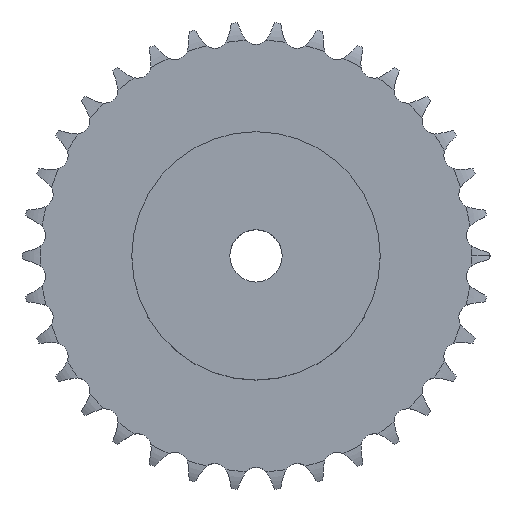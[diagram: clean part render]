
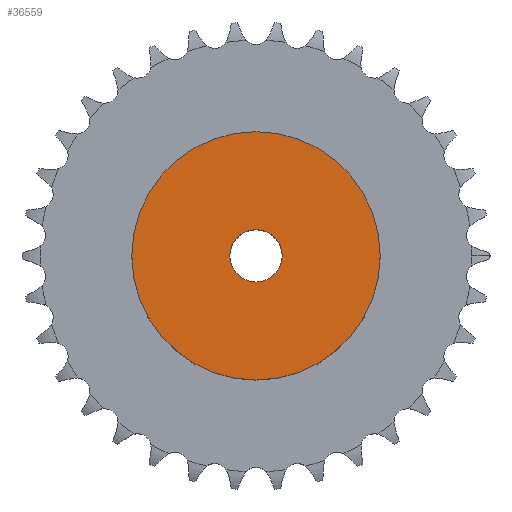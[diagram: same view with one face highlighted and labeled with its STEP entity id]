
A CAD part, top view. The second image highlights one B-rep face of the part: STEP entity #36559.
In plain terms, the highlighted planar face has unit normal (0, 0, 1).
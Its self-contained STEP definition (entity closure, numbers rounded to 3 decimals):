
#4296 = CYLINDRICAL_SURFACE('',#4297,47.5);
#4297 = AXIS2_PLACEMENT_3D('',#4298,#4299,#4300);
#4298 = CARTESIAN_POINT('',(0.,0.,0.));
#4299 = DIRECTION('',(-0.,-0.,-1.));
#4300 = DIRECTION('',(1.,0.,0.));
#22870 = VERTEX_POINT('',#22871);
#22871 = CARTESIAN_POINT('',(47.5,0.,35.));
#22892 = EDGE_CURVE('',#22870,#22870,#22893,.T.);
#22893 = SURFACE_CURVE('',#22894,(#22899,#22906),.PCURVE_S1.);
#22894 = CIRCLE('',#22895,47.5);
#22895 = AXIS2_PLACEMENT_3D('',#22896,#22897,#22898);
#22896 = CARTESIAN_POINT('',(0.,0.,35.));
#22897 = DIRECTION('',(0.,0.,1.));
#22898 = DIRECTION('',(1.,0.,0.));
#22899 = PCURVE('',#4296,#22900);
#22900 = DEFINITIONAL_REPRESENTATION('',(#22901),#22905);
#22901 = LINE('',#22902,#22903);
#22902 = CARTESIAN_POINT('',(-0.,-35.));
#22903 = VECTOR('',#22904,1.);
#22904 = DIRECTION('',(-1.,0.));
#22905 = ( GEOMETRIC_REPRESENTATION_CONTEXT(2) 
PARAMETRIC_REPRESENTATION_CONTEXT() REPRESENTATION_CONTEXT('2D SPACE',''
  ) );
#22906 = PCURVE('',#22907,#22912);
#22907 = PLANE('',#22908);
#22908 = AXIS2_PLACEMENT_3D('',#22909,#22910,#22911);
#22909 = CARTESIAN_POINT('',(0.,0.,35.)
  );
#22910 = DIRECTION('',(0.,0.,1.));
#22911 = DIRECTION('',(1.,0.,0.));
#22912 = DEFINITIONAL_REPRESENTATION('',(#22913),#22917);
#22913 = CIRCLE('',#22914,47.5);
#22914 = AXIS2_PLACEMENT_2D('',#22915,#22916);
#22915 = CARTESIAN_POINT('',(0.,0.));
#22916 = DIRECTION('',(1.,0.));
#22917 = ( GEOMETRIC_REPRESENTATION_CONTEXT(2) 
PARAMETRIC_REPRESENTATION_CONTEXT() REPRESENTATION_CONTEXT('2D SPACE',''
  ) );
#30944 = CYLINDRICAL_SURFACE('',#30945,10.);
#30945 = AXIS2_PLACEMENT_3D('',#30946,#30947,#30948);
#30946 = CARTESIAN_POINT('',(0.,0.,270.637));
#30947 = DIRECTION('',(0.,0.,1.));
#30948 = DIRECTION('',(1.,0.,0.));
#36559 = ADVANCED_FACE('',(#36560,#36563),#22907,.T.);
#36560 = FACE_BOUND('',#36561,.T.);
#36561 = EDGE_LOOP('',(#36562));
#36562 = ORIENTED_EDGE('',*,*,#22892,.T.);
#36563 = FACE_BOUND('',#36564,.T.);
#36564 = EDGE_LOOP('',(#36565));
#36565 = ORIENTED_EDGE('',*,*,#36566,.F.);
#36566 = EDGE_CURVE('',#36567,#36567,#36569,.T.);
#36567 = VERTEX_POINT('',#36568);
#36568 = CARTESIAN_POINT('',(10.,0.,35.));
#36569 = SURFACE_CURVE('',#36570,(#36575,#36582),.PCURVE_S1.);
#36570 = CIRCLE('',#36571,10.);
#36571 = AXIS2_PLACEMENT_3D('',#36572,#36573,#36574);
#36572 = CARTESIAN_POINT('',(0.,0.,35.));
#36573 = DIRECTION('',(0.,0.,1.));
#36574 = DIRECTION('',(1.,0.,0.));
#36575 = PCURVE('',#22907,#36576);
#36576 = DEFINITIONAL_REPRESENTATION('',(#36577),#36581);
#36577 = CIRCLE('',#36578,10.);
#36578 = AXIS2_PLACEMENT_2D('',#36579,#36580);
#36579 = CARTESIAN_POINT('',(0.,0.));
#36580 = DIRECTION('',(1.,0.));
#36581 = ( GEOMETRIC_REPRESENTATION_CONTEXT(2) 
PARAMETRIC_REPRESENTATION_CONTEXT() REPRESENTATION_CONTEXT('2D SPACE',''
  ) );
#36582 = PCURVE('',#30944,#36583);
#36583 = DEFINITIONAL_REPRESENTATION('',(#36584),#36588);
#36584 = LINE('',#36585,#36586);
#36585 = CARTESIAN_POINT('',(0.,-235.637));
#36586 = VECTOR('',#36587,1.);
#36587 = DIRECTION('',(1.,0.));
#36588 = ( GEOMETRIC_REPRESENTATION_CONTEXT(2) 
PARAMETRIC_REPRESENTATION_CONTEXT() REPRESENTATION_CONTEXT('2D SPACE',''
  ) );
